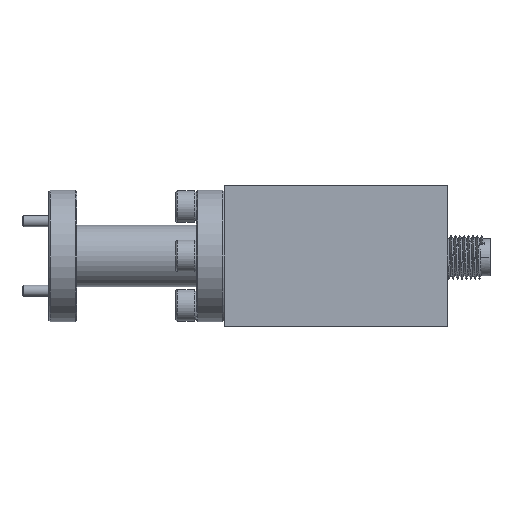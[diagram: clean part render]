
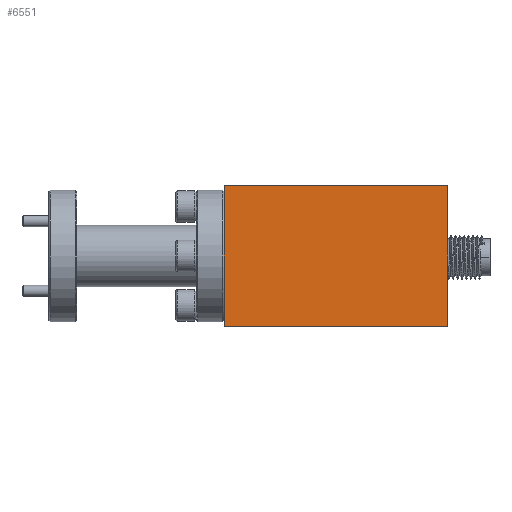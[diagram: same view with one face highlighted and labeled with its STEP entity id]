
A CAD part, left-side view. The second image highlights one B-rep face of the part: STEP entity #6551.
In plain terms, the highlighted planar face has unit normal (-1, 0, 0).
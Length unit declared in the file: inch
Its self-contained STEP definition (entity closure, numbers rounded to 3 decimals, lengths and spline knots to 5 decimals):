
#321 = CARTESIAN_POINT ( 'NONE',  ( -2.971, 0.42719, 1.33892 ) ) ;
#1045 = LINE ( 'NONE', #25627, #19199 ) ;
#2553 = VERTEX_POINT ( 'NONE', #26314 ) ;
#2778 = CARTESIAN_POINT ( 'NONE',  ( -2.971, -0.21031, 0.53892 ) ) ;
#3858 = EDGE_CURVE ( 'NONE', #18676, #20089, #8503, .T. ) ;
#4410 = FACE_OUTER_BOUND ( 'NONE', #25210, .T. ) ;
#4812 = DIRECTION ( 'NONE',  ( 0., 0., 1. ) ) ;
#6551 = ADVANCED_FACE ( 'NONE', ( #4410 ), #23125, .T. ) ;
#6896 = VECTOR ( 'NONE', #25176, 39.37008 ) ;
#7721 = ORIENTED_EDGE ( 'NONE', *, *, #3858, .T. ) ;
#7790 = CARTESIAN_POINT ( 'NONE',  ( -2.971, -0.21031, 1.33892 ) ) ;
#8325 = EDGE_CURVE ( 'NONE', #25203, #20089, #11096, .T. ) ;
#8503 = LINE ( 'NONE', #20779, #6896 ) ;
#10368 = VECTOR ( 'NONE', #15166, 39.37008 ) ;
#10772 = AXIS2_PLACEMENT_3D ( 'NONE', #321, #22989, #4812 ) ;
#11096 = LINE ( 'NONE', #2778, #10368 ) ;
#11614 = LINE ( 'NONE', #7790, #18004 ) ;
#13043 = CARTESIAN_POINT ( 'NONE',  ( -2.971, 1.06469, 0.53892 ) ) ;
#13743 = ORIENTED_EDGE ( 'NONE', *, *, #8325, .F. ) ;
#13876 = EDGE_CURVE ( 'NONE', #2553, #18676, #1045, .T. ) ;
#14151 = DIRECTION ( 'NONE',  ( 0., 0., -1. ) ) ;
#15166 = DIRECTION ( 'NONE',  ( 0., 1., 0. ) ) ;
#18004 = VECTOR ( 'NONE', #14151, 39.37008 ) ;
#18676 = VERTEX_POINT ( 'NONE', #23261 ) ;
#19199 = VECTOR ( 'NONE', #26169, 39.37008 ) ;
#20089 = VERTEX_POINT ( 'NONE', #13043 ) ;
#20779 = CARTESIAN_POINT ( 'NONE',  ( -2.971, 1.06469, 1.33892 ) ) ;
#21099 = CARTESIAN_POINT ( 'NONE',  ( -2.971, -0.21031, 0.53892 ) ) ;
#21126 = ORIENTED_EDGE ( 'NONE', *, *, #22593, .F. ) ;
#22593 = EDGE_CURVE ( 'NONE', #2553, #25203, #11614, .T. ) ;
#22989 = DIRECTION ( 'NONE',  ( -1., 0., 0. ) ) ;
#23125 = PLANE ( 'NONE',  #10772 ) ;
#23261 = CARTESIAN_POINT ( 'NONE',  ( -2.971, 1.06469, 1.33892 ) ) ;
#23942 = ORIENTED_EDGE ( 'NONE', *, *, #13876, .T. ) ;
#25176 = DIRECTION ( 'NONE',  ( 0., 0., -1. ) ) ;
#25203 = VERTEX_POINT ( 'NONE', #21099 ) ;
#25210 = EDGE_LOOP ( 'NONE', ( #7721, #13743, #21126, #23942 ) ) ;
#25627 = CARTESIAN_POINT ( 'NONE',  ( -2.971, 0.42719, 1.33892 ) ) ;
#26169 = DIRECTION ( 'NONE',  ( 0., 1., 0. ) ) ;
#26314 = CARTESIAN_POINT ( 'NONE',  ( -2.971, -0.21031, 1.33892 ) ) ;
